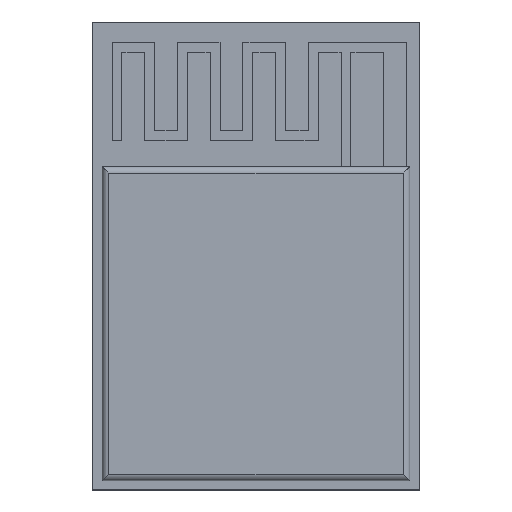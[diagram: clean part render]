
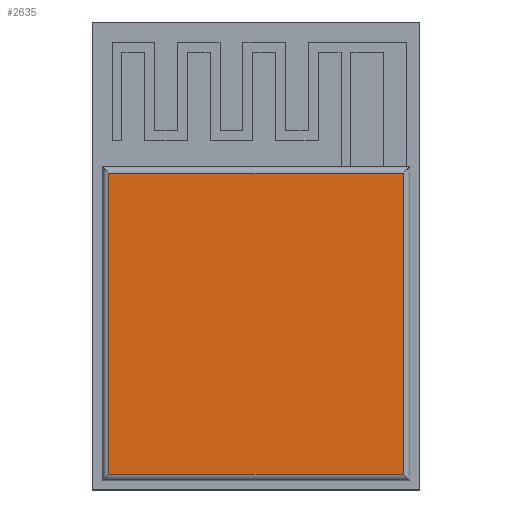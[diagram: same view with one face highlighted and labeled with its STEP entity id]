
A CAD part, top view. The second image highlights one B-rep face of the part: STEP entity #2635.
In plain terms, the highlighted planar face has unit normal (0, 0, 1).
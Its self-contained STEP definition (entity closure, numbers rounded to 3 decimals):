
#328 = CYLINDRICAL_SURFACE('',#329,0.2);
#329 = AXIS2_PLACEMENT_3D('',#330,#331,#332);
#330 = CARTESIAN_POINT('',(4.7,7.8,1.7));
#331 = DIRECTION('',(-1.,0.,0.));
#332 = DIRECTION('',(0.,1.,-0.));
#360 = CYLINDRICAL_SURFACE('',#361,0.2);
#361 = AXIS2_PLACEMENT_3D('',#362,#363,#364);
#362 = CARTESIAN_POINT('',(-4.5,8.,1.7));
#363 = DIRECTION('',(0.,-1.,0.));
#364 = DIRECTION('',(-1.,0.,0.));
#425 = VERTEX_POINT('',#426);
#426 = CARTESIAN_POINT('',(4.5,7.8,1.9));
#445 = CYLINDRICAL_SURFACE('',#446,0.2);
#446 = AXIS2_PLACEMENT_3D('',#447,#448,#449);
#447 = CARTESIAN_POINT('',(4.5,-1.6,1.7));
#448 = DIRECTION('',(0.,1.,0.));
#449 = DIRECTION('',(1.,0.,-0.));
#461 = EDGE_CURVE('',#425,#462,#464,.T.);
#462 = VERTEX_POINT('',#463);
#463 = CARTESIAN_POINT('',(-4.5,7.8,1.9));
#464 = SURFACE_CURVE('',#465,(#469,#476),.PCURVE_S1.);
#465 = LINE('',#466,#467);
#466 = CARTESIAN_POINT('',(4.7,7.8,1.9));
#467 = VECTOR('',#468,1.);
#468 = DIRECTION('',(-1.,0.,0.));
#469 = PCURVE('',#328,#470);
#470 = DEFINITIONAL_REPRESENTATION('',(#471),#475);
#471 = LINE('',#472,#473);
#472 = CARTESIAN_POINT('',(-1.571,0.));
#473 = VECTOR('',#474,1.);
#474 = DIRECTION('',(-0.,1.));
#475 = ( GEOMETRIC_REPRESENTATION_CONTEXT(2) 
PARAMETRIC_REPRESENTATION_CONTEXT() REPRESENTATION_CONTEXT('2D SPACE',''
  ) );
#476 = PCURVE('',#477,#482);
#477 = PLANE('',#478);
#478 = AXIS2_PLACEMENT_3D('',#479,#480,#481);
#479 = CARTESIAN_POINT('',(0.,3.2,1.9));
#480 = DIRECTION('',(0.,0.,1.));
#481 = DIRECTION('',(0.,1.,0.));
#482 = DEFINITIONAL_REPRESENTATION('',(#483),#487);
#483 = LINE('',#484,#485);
#484 = CARTESIAN_POINT('',(4.6,-4.7));
#485 = VECTOR('',#486,1.);
#486 = DIRECTION('',(0.,1.));
#487 = ( GEOMETRIC_REPRESENTATION_CONTEXT(2) 
PARAMETRIC_REPRESENTATION_CONTEXT() REPRESENTATION_CONTEXT('2D SPACE',''
  ) );
#2492 = EDGE_CURVE('',#462,#2493,#2495,.T.);
#2493 = VERTEX_POINT('',#2494);
#2494 = CARTESIAN_POINT('',(-4.5,-1.4,1.9));
#2495 = SURFACE_CURVE('',#2496,(#2500,#2507),.PCURVE_S1.);
#2496 = LINE('',#2497,#2498);
#2497 = CARTESIAN_POINT('',(-4.5,8.,1.9));
#2498 = VECTOR('',#2499,1.);
#2499 = DIRECTION('',(0.,-1.,0.));
#2500 = PCURVE('',#360,#2501);
#2501 = DEFINITIONAL_REPRESENTATION('',(#2502),#2506);
#2502 = LINE('',#2503,#2504);
#2503 = CARTESIAN_POINT('',(-1.571,0.));
#2504 = VECTOR('',#2505,1.);
#2505 = DIRECTION('',(-0.,1.));
#2506 = ( GEOMETRIC_REPRESENTATION_CONTEXT(2) 
PARAMETRIC_REPRESENTATION_CONTEXT() REPRESENTATION_CONTEXT('2D SPACE',''
  ) );
#2507 = PCURVE('',#477,#2508);
#2508 = DEFINITIONAL_REPRESENTATION('',(#2509),#2513);
#2509 = LINE('',#2510,#2511);
#2510 = CARTESIAN_POINT('',(4.8,4.5));
#2511 = VECTOR('',#2512,1.);
#2512 = DIRECTION('',(-1.,0.));
#2513 = ( GEOMETRIC_REPRESENTATION_CONTEXT(2) 
PARAMETRIC_REPRESENTATION_CONTEXT() REPRESENTATION_CONTEXT('2D SPACE',''
  ) );
#2534 = CYLINDRICAL_SURFACE('',#2535,0.2);
#2535 = AXIS2_PLACEMENT_3D('',#2536,#2537,#2538);
#2536 = CARTESIAN_POINT('',(-4.7,-1.4,1.7));
#2537 = DIRECTION('',(1.,0.,0.));
#2538 = DIRECTION('',(0.,-1.,-0.));
#2582 = VERTEX_POINT('',#2583);
#2583 = CARTESIAN_POINT('',(4.5,-1.4,1.9));
#2613 = EDGE_CURVE('',#2582,#425,#2614,.T.);
#2614 = SURFACE_CURVE('',#2615,(#2619,#2626),.PCURVE_S1.);
#2615 = LINE('',#2616,#2617);
#2616 = CARTESIAN_POINT('',(4.5,-1.6,1.9));
#2617 = VECTOR('',#2618,1.);
#2618 = DIRECTION('',(0.,1.,0.));
#2619 = PCURVE('',#445,#2620);
#2620 = DEFINITIONAL_REPRESENTATION('',(#2621),#2625);
#2621 = LINE('',#2622,#2623);
#2622 = CARTESIAN_POINT('',(-1.571,0.));
#2623 = VECTOR('',#2624,1.);
#2624 = DIRECTION('',(-0.,1.));
#2625 = ( GEOMETRIC_REPRESENTATION_CONTEXT(2) 
PARAMETRIC_REPRESENTATION_CONTEXT() REPRESENTATION_CONTEXT('2D SPACE',''
  ) );
#2626 = PCURVE('',#477,#2627);
#2627 = DEFINITIONAL_REPRESENTATION('',(#2628),#2632);
#2628 = LINE('',#2629,#2630);
#2629 = CARTESIAN_POINT('',(-4.8,-4.5));
#2630 = VECTOR('',#2631,1.);
#2631 = DIRECTION('',(1.,-0.));
#2632 = ( GEOMETRIC_REPRESENTATION_CONTEXT(2) 
PARAMETRIC_REPRESENTATION_CONTEXT() REPRESENTATION_CONTEXT('2D SPACE',''
  ) );
#2635 = ADVANCED_FACE('',(#2636),#477,.T.);
#2636 = FACE_BOUND('',#2637,.T.);
#2637 = EDGE_LOOP('',(#2638,#2659,#2660,#2661));
#2638 = ORIENTED_EDGE('',*,*,#2639,.T.);
#2639 = EDGE_CURVE('',#2493,#2582,#2640,.T.);
#2640 = SURFACE_CURVE('',#2641,(#2645,#2652),.PCURVE_S1.);
#2641 = LINE('',#2642,#2643);
#2642 = CARTESIAN_POINT('',(-4.7,-1.4,1.9));
#2643 = VECTOR('',#2644,1.);
#2644 = DIRECTION('',(1.,0.,0.));
#2645 = PCURVE('',#477,#2646);
#2646 = DEFINITIONAL_REPRESENTATION('',(#2647),#2651);
#2647 = LINE('',#2648,#2649);
#2648 = CARTESIAN_POINT('',(-4.6,4.7));
#2649 = VECTOR('',#2650,1.);
#2650 = DIRECTION('',(0.,-1.));
#2651 = ( GEOMETRIC_REPRESENTATION_CONTEXT(2) 
PARAMETRIC_REPRESENTATION_CONTEXT() REPRESENTATION_CONTEXT('2D SPACE',''
  ) );
#2652 = PCURVE('',#2534,#2653);
#2653 = DEFINITIONAL_REPRESENTATION('',(#2654),#2658);
#2654 = LINE('',#2655,#2656);
#2655 = CARTESIAN_POINT('',(-1.571,0.));
#2656 = VECTOR('',#2657,1.);
#2657 = DIRECTION('',(-0.,1.));
#2658 = ( GEOMETRIC_REPRESENTATION_CONTEXT(2) 
PARAMETRIC_REPRESENTATION_CONTEXT() REPRESENTATION_CONTEXT('2D SPACE',''
  ) );
#2659 = ORIENTED_EDGE('',*,*,#2613,.T.);
#2660 = ORIENTED_EDGE('',*,*,#461,.T.);
#2661 = ORIENTED_EDGE('',*,*,#2492,.T.);
